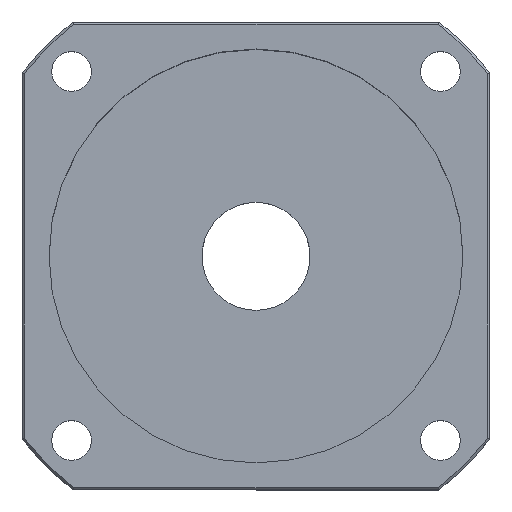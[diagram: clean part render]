
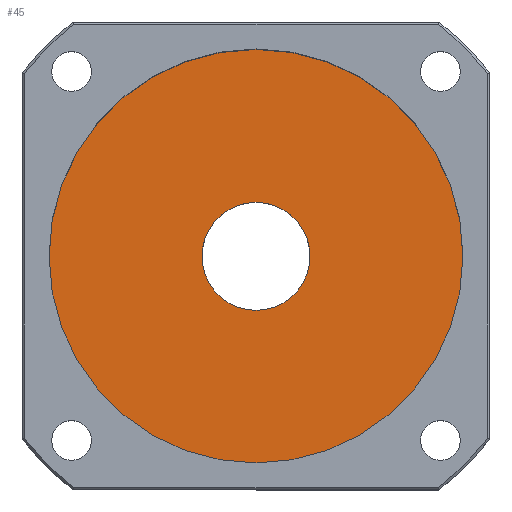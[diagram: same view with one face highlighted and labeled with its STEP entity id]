
A CAD part, top view. The second image highlights one B-rep face of the part: STEP entity #45.
In plain terms, the highlighted planar face has unit normal (0, 0, 1).
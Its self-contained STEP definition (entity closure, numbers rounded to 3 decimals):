
#1 = VERTEX_POINT ( 'NONE', #349 ) ;
#45 = ADVANCED_FACE ( 'NONE', ( #802, #1075 ), #904, .F. ) ;
#68 = CIRCLE ( 'NONE', #347, 46. ) ;
#96 = ORIENTED_EDGE ( 'NONE', *, *, #1096, .T. ) ;
#126 = DIRECTION ( 'NONE',  ( -1., 0., 0. ) ) ;
#161 = DIRECTION ( 'NONE',  ( 0., 0., 1. ) ) ;
#188 = CARTESIAN_POINT ( 'NONE',  ( 0., 46., 10. ) ) ;
#270 = EDGE_CURVE ( 'NONE', #1, #569, #971, .T. ) ;
#312 = DIRECTION ( 'NONE',  ( 0., 0., 1. ) ) ;
#331 = DIRECTION ( 'NONE',  ( 1., 0., 0. ) ) ;
#347 = AXIS2_PLACEMENT_3D ( 'NONE', #979, #620, #446 ) ;
#349 = CARTESIAN_POINT ( 'NONE',  ( 12., 0., 10. ) ) ;
#354 = VERTEX_POINT ( 'NONE', #936 ) ;
#407 = DIRECTION ( 'NONE',  ( 1., 0., 0. ) ) ;
#412 = DIRECTION ( 'NONE',  ( 1., 0., 0. ) ) ;
#425 = AXIS2_PLACEMENT_3D ( 'NONE', #602, #597, #331 ) ;
#446 = DIRECTION ( 'NONE',  ( 1., 0., 0. ) ) ;
#478 = CARTESIAN_POINT ( 'NONE',  ( 0., 0., 10. ) ) ;
#514 = ORIENTED_EDGE ( 'NONE', *, *, #270, .F. ) ;
#516 = CARTESIAN_POINT ( 'NONE',  ( -12., 0., 10. ) ) ;
#527 = DIRECTION ( 'NONE',  ( 0., 0., -1. ) ) ;
#536 = VERTEX_POINT ( 'NONE', #783 ) ;
#556 = AXIS2_PLACEMENT_3D ( 'NONE', #844, #161, #412 ) ;
#569 = VERTEX_POINT ( 'NONE', #516 ) ;
#597 = DIRECTION ( 'NONE',  ( 0., 0., 1. ) ) ;
#602 = CARTESIAN_POINT ( 'NONE',  ( 0., 0., 10. ) ) ;
#618 = ORIENTED_EDGE ( 'NONE', *, *, #771, .F. ) ;
#620 = DIRECTION ( 'NONE',  ( 0., 0., 1. ) ) ;
#690 = AXIS2_PLACEMENT_3D ( 'NONE', #478, #312, #407 ) ;
#715 = EDGE_LOOP ( 'NONE', ( #514, #618 ) ) ;
#719 = AXIS2_PLACEMENT_3D ( 'NONE', #188, #527, #126 ) ;
#763 = ORIENTED_EDGE ( 'NONE', *, *, #892, .T. ) ;
#771 = EDGE_CURVE ( 'NONE', #569, #1, #878, .T. ) ;
#783 = CARTESIAN_POINT ( 'NONE',  ( -46., 0., 10. ) ) ;
#802 = FACE_BOUND ( 'NONE', #715, .T. ) ;
#844 = CARTESIAN_POINT ( 'NONE',  ( 0., 0., 10. ) ) ;
#878 = CIRCLE ( 'NONE', #690, 12. ) ;
#892 = EDGE_CURVE ( 'NONE', #354, #536, #68, .T. ) ;
#904 = PLANE ( 'NONE',  #719 ) ;
#911 = CIRCLE ( 'NONE', #556, 46. ) ;
#936 = CARTESIAN_POINT ( 'NONE',  ( 46., 0., 10. ) ) ;
#971 = CIRCLE ( 'NONE', #425, 12. ) ;
#979 = CARTESIAN_POINT ( 'NONE',  ( 0., 0., 10. ) ) ;
#1075 = FACE_OUTER_BOUND ( 'NONE', #1109, .T. ) ;
#1096 = EDGE_CURVE ( 'NONE', #536, #354, #911, .T. ) ;
#1109 = EDGE_LOOP ( 'NONE', ( #763, #96 ) ) ;
